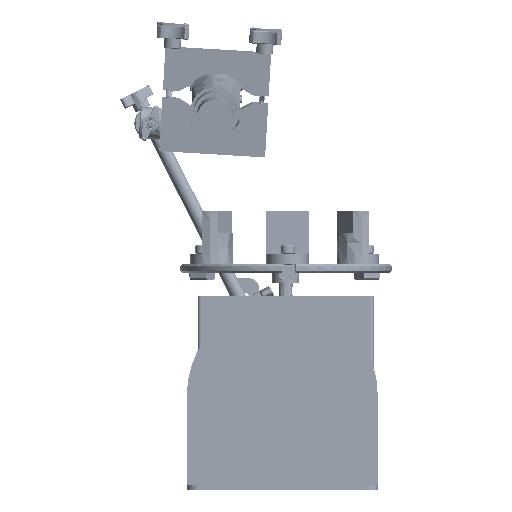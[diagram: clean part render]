
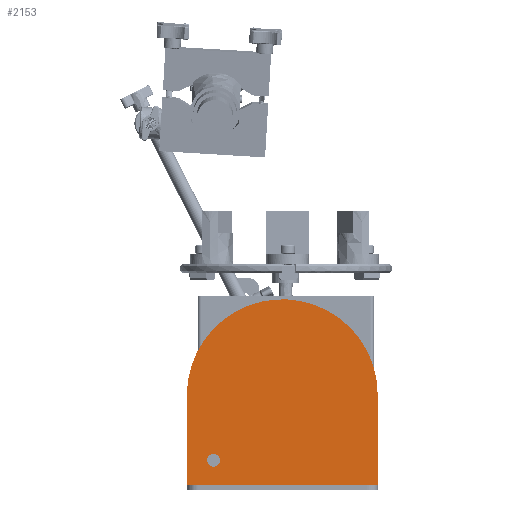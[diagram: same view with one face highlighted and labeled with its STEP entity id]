
A CAD part, left-side view. The second image highlights one B-rep face of the part: STEP entity #2153.
In plain terms, the highlighted free-form (B-spline) face has degree [1, 1] with [2, 2] control points.
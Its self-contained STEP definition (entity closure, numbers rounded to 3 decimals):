
#1858 = VERTEX_POINT('',#1859);
#1859 = CARTESIAN_POINT('',(-195.815,20.397,
    359.394));
#1872 = VERTEX_POINT('',#1873);
#1873 = CARTESIAN_POINT('',(-195.815,-9.146,
    359.394));
#1878 = EDGE_CURVE('',#1858,#1872,#1879,.T.);
#1879 = B_SPLINE_CURVE_WITH_KNOTS('',1,(#1880,#1881),.UNSPECIFIED.,.F.,
  .F.,(2,2),(77.776,102.231),.PIECEWISE_BEZIER_KNOTS.);
#1880 = CARTESIAN_POINT('',(-195.815,20.397,
    359.394));
#1881 = CARTESIAN_POINT('',(-195.815,-9.146,
    359.394));
#1894 = VERTEX_POINT('',#1895);
#1895 = CARTESIAN_POINT('',(-195.815,-54.976,
    359.394));
#1908 = VERTEX_POINT('',#1909);
#1909 = CARTESIAN_POINT('',(-195.815,-84.517,
    359.394));
#1914 = EDGE_CURVE('',#1894,#1908,#1915,.T.);
#1915 = B_SPLINE_CURVE_WITH_KNOTS('',1,(#1916,#1917),.UNSPECIFIED.,.F.,
  .F.,(2,2),(140.168,164.622),.PIECEWISE_BEZIER_KNOTS.);
#1916 = CARTESIAN_POINT('',(-195.815,-54.976,
    359.394));
#1917 = CARTESIAN_POINT('',(-195.815,-84.517,
    359.394));
#1927 = EDGE_CURVE('',#1928,#1930,#1932,.T.);
#1928 = VERTEX_POINT('',#1929);
#1929 = CARTESIAN_POINT('',(-195.815,-103.094,
    365.434));
#1930 = VERTEX_POINT('',#1931);
#1931 = CARTESIAN_POINT('',(-195.815,-103.094,
    468.118));
#1932 = B_SPLINE_CURVE_WITH_KNOTS('',1,(#1933,#1934),.UNSPECIFIED.,.F.,
  .F.,(2,2),(5.,90.),.PIECEWISE_BEZIER_KNOTS.);
#1933 = CARTESIAN_POINT('',(-195.815,-103.094,
    365.434));
#1934 = CARTESIAN_POINT('',(-195.815,-103.094,
    468.118));
#1966 = VERTEX_POINT('',#1967);
#1967 = CARTESIAN_POINT('',(-195.815,95.989,
    359.394));
#1980 = VERTEX_POINT('',#1981);
#1981 = CARTESIAN_POINT('',(-195.815,66.291,
    359.394));
#1986 = EDGE_CURVE('',#1966,#1980,#1987,.T.);
#1987 = B_SPLINE_CURVE_WITH_KNOTS('',1,(#1988,#1989),.UNSPECIFIED.,.F.,
  .F.,(2,2),(15.202,39.786),.PIECEWISE_BEZIER_KNOTS.);
#1988 = CARTESIAN_POINT('',(-195.815,95.989,
    359.394));
#1989 = CARTESIAN_POINT('',(-195.815,66.291,
    359.394));
#2000 = VERTEX_POINT('',#2001);
#2001 = CARTESIAN_POINT('',(-195.815,114.354,
    365.434));
#2008 = EDGE_CURVE('',#2009,#2000,#2011,.T.);
#2009 = VERTEX_POINT('',#2010);
#2010 = CARTESIAN_POINT('',(-195.815,114.354,
    468.118));
#2011 = B_SPLINE_CURVE_WITH_KNOTS('',1,(#2012,#2013),.UNSPECIFIED.,.F.,
  .F.,(2,2),(-90.,-5.),.PIECEWISE_BEZIER_KNOTS.);
#2012 = CARTESIAN_POINT('',(-195.815,114.354,
    468.118));
#2013 = CARTESIAN_POINT('',(-195.815,114.354,
    365.434));
#2035 = EDGE_CURVE('',#1930,#2009,#2036,.T.);
#2036 = ( BOUNDED_CURVE() B_SPLINE_CURVE(2,(#2037,#2038,#2039,#2040,
#2041),.UNSPECIFIED.,.F.,.F.) B_SPLINE_CURVE_WITH_KNOTS((3,2,3),(
    4.712,6.283,7.854),
.PIECEWISE_BEZIER_KNOTS.) CURVE() GEOMETRIC_REPRESENTATION_ITEM() 
RATIONAL_B_SPLINE_CURVE((1.,0.707,1.,0.707,1.)) 
REPRESENTATION_ITEM('') );
#2037 = CARTESIAN_POINT('',(-195.815,-103.094,
    468.118));
#2038 = CARTESIAN_POINT('',(-195.815,-103.094,
    576.842));
#2039 = CARTESIAN_POINT('',(-195.815,5.63,
    576.842));
#2040 = CARTESIAN_POINT('',(-195.815,114.354,
    576.842));
#2041 = CARTESIAN_POINT('',(-195.815,114.354,
    468.118));
#2153 = ADVANCED_FACE('',(#2154,#2168),#2238,.F.);
#2154 = FACE_BOUND('',#2155,.T.);
#2155 = EDGE_LOOP('',(#2156));
#2156 = ORIENTED_EDGE('',*,*,#2157,.F.);
#2157 = EDGE_CURVE('',#2158,#2158,#2160,.T.);
#2158 = VERTEX_POINT('',#2159);
#2159 = CARTESIAN_POINT('',(-195.815,84.153,
    400.528));
#2160 = ( BOUNDED_CURVE() B_SPLINE_CURVE(2,(#2161,#2162,#2163,#2164,
#2165,#2166,#2167),.UNSPECIFIED.,.T.,.F.) B_SPLINE_CURVE_WITH_KNOTS((1,2
    ,2,2,2,1),(-2.094,0.,2.094,4.189,
6.283,8.378),.UNSPECIFIED.) CURVE() 
GEOMETRIC_REPRESENTATION_ITEM() RATIONAL_B_SPLINE_CURVE((1.,0.5,1.,0.5,
1.,0.5,1.)) REPRESENTATION_ITEM('') );
#2161 = CARTESIAN_POINT('',(-195.815,84.153,
    400.528));
#2162 = CARTESIAN_POINT('',(-195.815,96.812,
    400.528));
#2163 = CARTESIAN_POINT('',(-195.815,90.482,
    389.565));
#2164 = CARTESIAN_POINT('',(-195.815,84.153,
    378.602));
#2165 = CARTESIAN_POINT('',(-195.815,77.823,
    389.565));
#2166 = CARTESIAN_POINT('',(-195.815,71.494,
    400.528));
#2167 = CARTESIAN_POINT('',(-195.815,84.153,
    400.528));
#2168 = FACE_BOUND('',#2169,.T.);
#2169 = EDGE_LOOP('',(#2170,#2177,#2182,#2183,#2190,#2197,#2202,#2203,
    #2210,#2217,#2222,#2223,#2230,#2235,#2236,#2237));
#2170 = ORIENTED_EDGE('',*,*,#2171,.T.);
#2171 = EDGE_CURVE('',#2000,#2172,#2174,.T.);
#2172 = VERTEX_POINT('',#2173);
#2173 = CARTESIAN_POINT('',(-195.815,95.989,
    365.434));
#2174 = B_SPLINE_CURVE_WITH_KNOTS('',1,(#2175,#2176),.UNSPECIFIED.,.F.,
  .F.,(2,2),(-90.,-74.798),.PIECEWISE_BEZIER_KNOTS.);
#2175 = CARTESIAN_POINT('',(-195.815,114.354,
    365.434));
#2176 = CARTESIAN_POINT('',(-195.815,95.989,
    365.434));
#2177 = ORIENTED_EDGE('',*,*,#2178,.T.);
#2178 = EDGE_CURVE('',#2172,#1966,#2179,.T.);
#2179 = B_SPLINE_CURVE_WITH_KNOTS('',1,(#2180,#2181),.UNSPECIFIED.,.F.,
  .F.,(2,2),(85.,90.),.PIECEWISE_BEZIER_KNOTS.);
#2180 = CARTESIAN_POINT('',(-195.815,95.989,
    365.434));
#2181 = CARTESIAN_POINT('',(-195.815,95.989,
    359.394));
#2182 = ORIENTED_EDGE('',*,*,#1986,.T.);
#2183 = ORIENTED_EDGE('',*,*,#2184,.T.);
#2184 = EDGE_CURVE('',#1980,#2185,#2187,.T.);
#2185 = VERTEX_POINT('',#2186);
#2186 = CARTESIAN_POINT('',(-195.815,66.291,
    365.434));
#2187 = B_SPLINE_CURVE_WITH_KNOTS('',1,(#2188,#2189),.UNSPECIFIED.,.F.,
  .F.,(2,2),(-90.,-85.),.PIECEWISE_BEZIER_KNOTS.);
#2188 = CARTESIAN_POINT('',(-195.815,66.291,
    359.394));
#2189 = CARTESIAN_POINT('',(-195.815,66.291,
    365.434));
#2190 = ORIENTED_EDGE('',*,*,#2191,.F.);
#2191 = EDGE_CURVE('',#2192,#2185,#2194,.T.);
#2192 = VERTEX_POINT('',#2193);
#2193 = CARTESIAN_POINT('',(-195.815,20.397,
    365.434));
#2194 = B_SPLINE_CURVE_WITH_KNOTS('',1,(#2195,#2196),.UNSPECIFIED.,.F.,
  .F.,(2,2),(12.224,50.214),.PIECEWISE_BEZIER_KNOTS.);
#2195 = CARTESIAN_POINT('',(-195.815,20.397,
    365.434));
#2196 = CARTESIAN_POINT('',(-195.815,66.291,
    365.434));
#2197 = ORIENTED_EDGE('',*,*,#2198,.T.);
#2198 = EDGE_CURVE('',#2192,#1858,#2199,.T.);
#2199 = B_SPLINE_CURVE_WITH_KNOTS('',1,(#2200,#2201),.UNSPECIFIED.,.F.,
  .F.,(2,2),(85.,90.),.PIECEWISE_BEZIER_KNOTS.);
#2200 = CARTESIAN_POINT('',(-195.815,20.397,
    365.434));
#2201 = CARTESIAN_POINT('',(-195.815,20.397,
    359.394));
#2202 = ORIENTED_EDGE('',*,*,#1878,.T.);
#2203 = ORIENTED_EDGE('',*,*,#2204,.T.);
#2204 = EDGE_CURVE('',#1872,#2205,#2207,.T.);
#2205 = VERTEX_POINT('',#2206);
#2206 = CARTESIAN_POINT('',(-195.815,-9.146,
    365.434));
#2207 = B_SPLINE_CURVE_WITH_KNOTS('',1,(#2208,#2209),.UNSPECIFIED.,.F.,
  .F.,(2,2),(-90.,-85.),.PIECEWISE_BEZIER_KNOTS.);
#2208 = CARTESIAN_POINT('',(-195.815,-9.146,
    359.394));
#2209 = CARTESIAN_POINT('',(-195.815,-9.146,
    365.434));
#2210 = ORIENTED_EDGE('',*,*,#2211,.F.);
#2211 = EDGE_CURVE('',#2212,#2205,#2214,.T.);
#2212 = VERTEX_POINT('',#2213);
#2213 = CARTESIAN_POINT('',(-195.815,-54.976,
    365.434));
#2214 = B_SPLINE_CURVE_WITH_KNOTS('',1,(#2215,#2216),.UNSPECIFIED.,.F.,
  .F.,(2,2),(-50.168,-12.231),.PIECEWISE_BEZIER_KNOTS.);
#2215 = CARTESIAN_POINT('',(-195.815,-54.976,
    365.434));
#2216 = CARTESIAN_POINT('',(-195.815,-9.146,
    365.434));
#2217 = ORIENTED_EDGE('',*,*,#2218,.T.);
#2218 = EDGE_CURVE('',#2212,#1894,#2219,.T.);
#2219 = B_SPLINE_CURVE_WITH_KNOTS('',1,(#2220,#2221),.UNSPECIFIED.,.F.,
  .F.,(2,2),(85.,90.),.PIECEWISE_BEZIER_KNOTS.);
#2220 = CARTESIAN_POINT('',(-195.815,-54.976,
    365.434));
#2221 = CARTESIAN_POINT('',(-195.815,-54.976,
    359.394));
#2222 = ORIENTED_EDGE('',*,*,#1914,.T.);
#2223 = ORIENTED_EDGE('',*,*,#2224,.F.);
#2224 = EDGE_CURVE('',#2225,#1908,#2227,.T.);
#2225 = VERTEX_POINT('',#2226);
#2226 = CARTESIAN_POINT('',(-195.815,-84.517,
    365.434));
#2227 = B_SPLINE_CURVE_WITH_KNOTS('',1,(#2228,#2229),.UNSPECIFIED.,.F.,
  .F.,(2,2),(-0.,5.),.PIECEWISE_BEZIER_KNOTS.);
#2228 = CARTESIAN_POINT('',(-195.815,-84.517,
    365.434));
#2229 = CARTESIAN_POINT('',(-195.815,-84.517,
    359.394));
#2230 = ORIENTED_EDGE('',*,*,#2231,.F.);
#2231 = EDGE_CURVE('',#1928,#2225,#2232,.T.);
#2232 = B_SPLINE_CURVE_WITH_KNOTS('',1,(#2233,#2234),.UNSPECIFIED.,.F.,
  .F.,(2,2),(-90.,-74.622),.PIECEWISE_BEZIER_KNOTS.);
#2233 = CARTESIAN_POINT('',(-195.815,-103.094,
    365.434));
#2234 = CARTESIAN_POINT('',(-195.815,-84.517,
    365.434));
#2235 = ORIENTED_EDGE('',*,*,#1927,.T.);
#2236 = ORIENTED_EDGE('',*,*,#2035,.T.);
#2237 = ORIENTED_EDGE('',*,*,#2008,.T.);
#2238 = B_SPLINE_SURFACE_WITH_KNOTS('',1,1,(
    (#2239,#2240)
    ,(#2241,#2242
    )),.UNSPECIFIED.,.F.,.F.,.F.,(2,2),(2,2),(-90.,90.),(-90.,90.),
  .PIECEWISE_BEZIER_KNOTS.);
#2239 = CARTESIAN_POINT('',(-195.815,-103.094,
    576.842));
#2240 = CARTESIAN_POINT('',(-195.815,114.354,
    576.842));
#2241 = CARTESIAN_POINT('',(-195.815,-103.094,
    359.394));
#2242 = CARTESIAN_POINT('',(-195.815,114.354,
    359.394));
